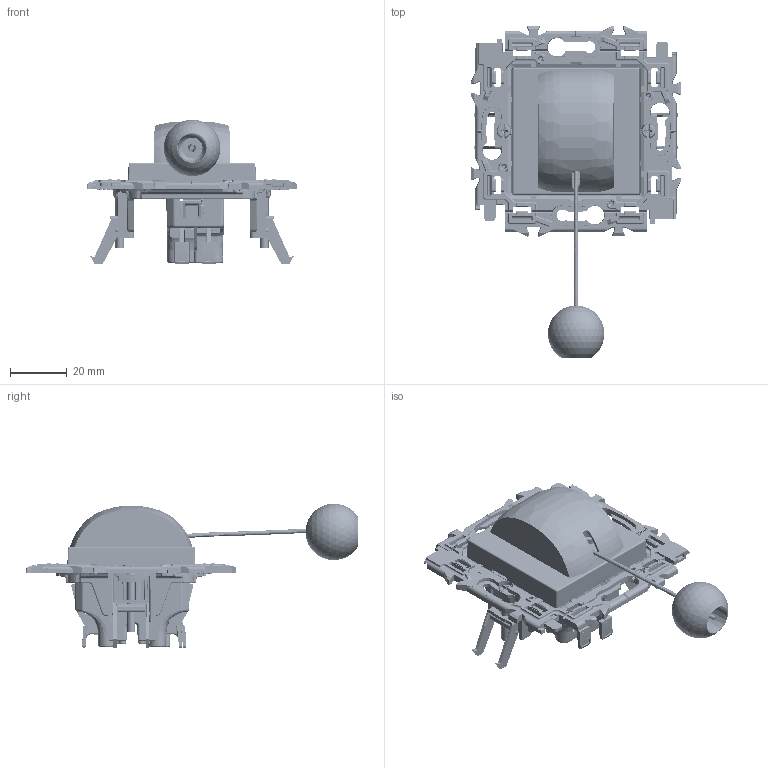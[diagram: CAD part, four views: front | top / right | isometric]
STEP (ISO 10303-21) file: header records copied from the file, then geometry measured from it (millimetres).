
FILE_DESCRIPTION(('CATIA V5 STEP Exchange','CAx-IF Rec.Pracs.--- Model Styling and Organization---1.4--- 2014-01-23'),'2;1');
FILE_NAME('T002257_A-ASS-1.stp','2021-01-28T12:19:05+00:00',('none'),('none'),'CATIA Version 5-6 Release 2017 SP3','CATIA V5 STEP AP214','none');
FILE_SCHEMA(('AUTOMOTIVE_DESIGN { 1 0 10303 214 1 1 1 1 }'));
Products named in the file (31): T002257_A ; A017839_A ; T001482_A ; AD00336_A ; EG02113_A; AD00344_A ; EB01899_A; CG00413_A; GE00519_A; AG02321_A ; CG00075AA; CC00054_A; AG02320AB ; CC00053_B; 0208229; CG00499_A; EE01093_A; AD00333_A ; GE00520_A; GE00521_A; CG00412_A; CD01308_A; 0046149; 0043B32; 953904 ; 0038174; 0055184; 0097E59; 0291G96 ; 0091L62; 0091L63
Assembly tree (38 placements, depth 6):
  T002257_A 
    A017839_A 
      T001482_A 
        AD00336_A 
          EG02113_A
          AD00344_A 
            EB01899_A
            CG00413_A  x2
          GE00519_A
          AG02321_A   x2
            CG00075AA
            CC00054_A
          AG02320AB 
            CG00075AA
            CC00053_B
          0208229
          CG00499_A
          EE01093_A  x3
        AD00333_A 
          GE00520_A
          GE00521_A
          CG00412_A
      CD01308_A
      0046149
      0043B32
    953904 
      0038174  x2
      0055184  x2
      0097E59  x2
      0291G96 
        0091L62
        0091L63
Bounding box: 74.15 x 116.94 x 50.92 mm (x, y, z)
Volume: 32827.9 mm3; surface area: 51542.4 mm2
Topology: 37 solids, 37 shells, 8002 faces, 22180 edges, 14081 vertices
Faces by surface type: plane 4026, cylinder 2083, bspline 607, cone 505, torus 351, extrusion 215, sphere 207, revolution 8
Entity records: 281120 total; most frequent: CARTESIAN_POINT 114892, ORIENTED_EDGE 40084, DIRECTION 24668, EDGE_CURVE 20042, VERTEX_POINT 12848, VECTOR 10695, LINE 10488, AXIS2_PLACEMENT_3D 8531
